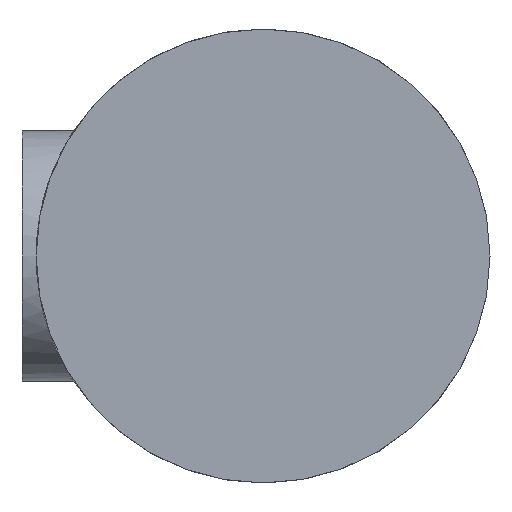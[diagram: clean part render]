
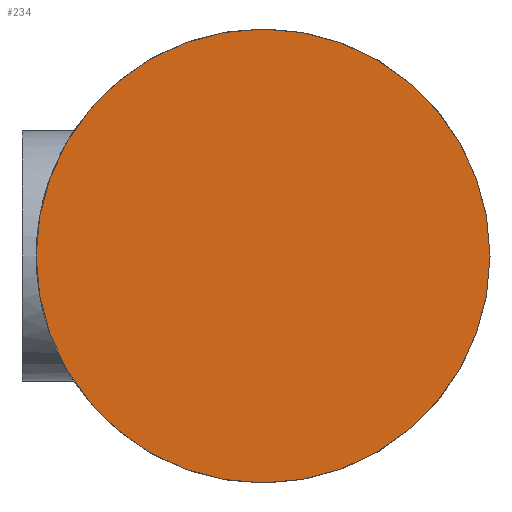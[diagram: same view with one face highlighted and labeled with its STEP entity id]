
A CAD part, front view. The second image highlights one B-rep face of the part: STEP entity #234.
In plain terms, the highlighted planar face has unit normal (0, -1, 0).
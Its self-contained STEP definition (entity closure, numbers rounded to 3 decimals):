
#20=PLANE('',#273);
#30=FACE_OUTER_BOUND('',#44,.T.);
#44=EDGE_LOOP('',(#170,#171));
#63=CIRCLE('',#266,48.);
#66=CIRCLE('',#274,48.);
#100=VERTEX_POINT('',#368);
#104=VERTEX_POINT('',#415);
#127=EDGE_CURVE('',#100,#104,#63,.T.);
#134=EDGE_CURVE('',#104,#100,#66,.T.);
#170=ORIENTED_EDGE('',*,*,#134,.T.);
#171=ORIENTED_EDGE('',*,*,#127,.T.);
#234=ADVANCED_FACE('',(#30),#20,.F.);
#266=AXIS2_PLACEMENT_3D('',#426,#300,#301);
#273=AXIS2_PLACEMENT_3D('',#441,#317,#318);
#274=AXIS2_PLACEMENT_3D('',#442,#319,#320);
#300=DIRECTION('center_axis',(0.,-1.,0.));
#301=DIRECTION('ref_axis',(-1.,0.,0.));
#317=DIRECTION('center_axis',(0.,1.,0.));
#318=DIRECTION('ref_axis',(0.,0.,1.));
#319=DIRECTION('center_axis',(0.,-1.,0.));
#320=DIRECTION('ref_axis',(-1.,0.,0.));
#368=CARTESIAN_POINT('',(99.,-26.5,0.));
#415=CARTESIAN_POINT('',(3.,-26.5,0.));
#426=CARTESIAN_POINT('Origin',(51.,-26.5,0.));
#441=CARTESIAN_POINT('Origin',(51.,-26.5,0.));
#442=CARTESIAN_POINT('Origin',(51.,-26.5,0.));
